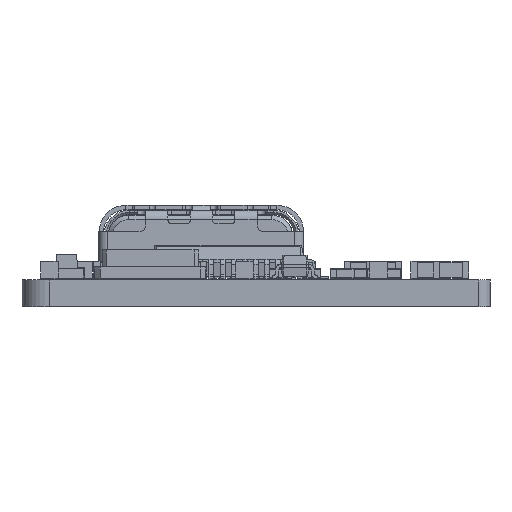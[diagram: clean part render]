
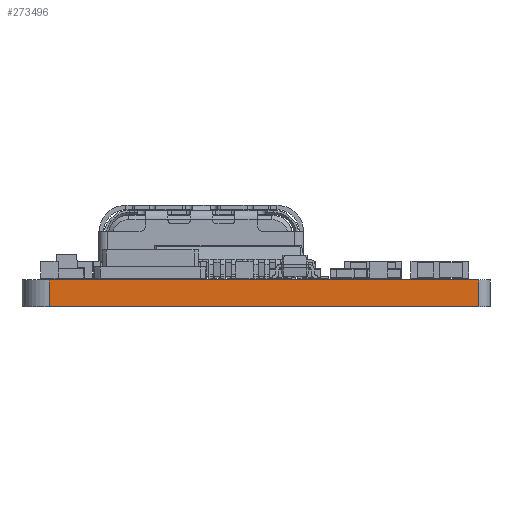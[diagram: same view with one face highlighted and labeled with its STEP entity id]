
A CAD part, front view. The second image highlights one B-rep face of the part: STEP entity #273496.
In plain terms, the highlighted planar face has unit normal (0, -1, 0).
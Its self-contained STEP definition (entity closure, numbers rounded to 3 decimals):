
#273313 = CYLINDRICAL_SURFACE('',#273314,1.25);
#273314 = AXIS2_PLACEMENT_3D('',#273315,#273316,#273317);
#273315 = CARTESIAN_POINT('',(104.75,-110.25,0.));
#273316 = DIRECTION('',(-0.,-0.,-1.));
#273317 = DIRECTION('',(1.,0.,-0.));
#273338 = VERTEX_POINT('',#273339);
#273339 = CARTESIAN_POINT('',(104.75,-111.5,1.2));
#273354 = PLANE('',#273355);
#273355 = AXIS2_PLACEMENT_3D('',#273356,#273357,#273358);
#273356 = CARTESIAN_POINT('',(113.425,-96.415,1.2));
#273357 = DIRECTION('',(0.,0.,1.));
#273358 = DIRECTION('',(1.,0.,-0.));
#273366 = EDGE_CURVE('',#273367,#273338,#273369,.T.);
#273367 = VERTEX_POINT('',#273368);
#273368 = CARTESIAN_POINT('',(104.75,-111.5,0.));
#273369 = SURFACE_CURVE('',#273370,(#273374,#273381),.PCURVE_S1.);
#273370 = LINE('',#273371,#273372);
#273371 = CARTESIAN_POINT('',(104.75,-111.5,0.));
#273372 = VECTOR('',#273373,1.);
#273373 = DIRECTION('',(0.,0.,1.));
#273374 = PCURVE('',#273313,#273375);
#273375 = DEFINITIONAL_REPRESENTATION('',(#273376),#273380);
#273376 = LINE('',#273377,#273378);
#273377 = CARTESIAN_POINT('',(-4.712,0.));
#273378 = VECTOR('',#273379,1.);
#273379 = DIRECTION('',(-0.,-1.));
#273380 = ( GEOMETRIC_REPRESENTATION_CONTEXT(2) 
PARAMETRIC_REPRESENTATION_CONTEXT() REPRESENTATION_CONTEXT('2D SPACE',''
  ) );
#273381 = PCURVE('',#273382,#273387);
#273382 = PLANE('',#273383);
#273383 = AXIS2_PLACEMENT_3D('',#273384,#273385,#273386);
#273384 = CARTESIAN_POINT('',(124.,-111.5,0.));
#273385 = DIRECTION('',(0.,-1.,0.));
#273386 = DIRECTION('',(-1.,0.,0.));
#273387 = DEFINITIONAL_REPRESENTATION('',(#273388),#273392);
#273388 = LINE('',#273389,#273390);
#273389 = CARTESIAN_POINT('',(19.25,0.));
#273390 = VECTOR('',#273391,1.);
#273391 = DIRECTION('',(0.,-1.));
#273392 = ( GEOMETRIC_REPRESENTATION_CONTEXT(2) 
PARAMETRIC_REPRESENTATION_CONTEXT() REPRESENTATION_CONTEXT('2D SPACE',''
  ) );
#273409 = PLANE('',#273410);
#273410 = AXIS2_PLACEMENT_3D('',#273411,#273412,#273413);
#273411 = CARTESIAN_POINT('',(113.425,-96.415,0.));
#273412 = DIRECTION('',(0.,0.,1.));
#273413 = DIRECTION('',(1.,0.,-0.));
#273496 = ADVANCED_FACE('',(#273497),#273382,.T.);
#273497 = FACE_BOUND('',#273498,.T.);
#273498 = EDGE_LOOP('',(#273499,#273529,#273550,#273551));
#273499 = ORIENTED_EDGE('',*,*,#273500,.T.);
#273500 = EDGE_CURVE('',#273501,#273503,#273505,.T.);
#273501 = VERTEX_POINT('',#273502);
#273502 = CARTESIAN_POINT('',(124.,-111.5,0.));
#273503 = VERTEX_POINT('',#273504);
#273504 = CARTESIAN_POINT('',(124.,-111.5,1.2));
#273505 = SURFACE_CURVE('',#273506,(#273510,#273517),.PCURVE_S1.);
#273506 = LINE('',#273507,#273508);
#273507 = CARTESIAN_POINT('',(124.,-111.5,0.));
#273508 = VECTOR('',#273509,1.);
#273509 = DIRECTION('',(0.,0.,1.));
#273510 = PCURVE('',#273382,#273511);
#273511 = DEFINITIONAL_REPRESENTATION('',(#273512),#273516);
#273512 = LINE('',#273513,#273514);
#273513 = CARTESIAN_POINT('',(0.,-0.));
#273514 = VECTOR('',#273515,1.);
#273515 = DIRECTION('',(0.,-1.));
#273516 = ( GEOMETRIC_REPRESENTATION_CONTEXT(2) 
PARAMETRIC_REPRESENTATION_CONTEXT() REPRESENTATION_CONTEXT('2D SPACE',''
  ) );
#273517 = PCURVE('',#273518,#273523);
#273518 = CYLINDRICAL_SURFACE('',#273519,0.5);
#273519 = AXIS2_PLACEMENT_3D('',#273520,#273521,#273522);
#273520 = CARTESIAN_POINT('',(124.,-111.,0.));
#273521 = DIRECTION('',(-0.,-0.,-1.));
#273522 = DIRECTION('',(1.,0.,-0.));
#273523 = DEFINITIONAL_REPRESENTATION('',(#273524),#273528);
#273524 = LINE('',#273525,#273526);
#273525 = CARTESIAN_POINT('',(-4.712,0.));
#273526 = VECTOR('',#273527,1.);
#273527 = DIRECTION('',(-0.,-1.));
#273528 = ( GEOMETRIC_REPRESENTATION_CONTEXT(2) 
PARAMETRIC_REPRESENTATION_CONTEXT() REPRESENTATION_CONTEXT('2D SPACE',''
  ) );
#273529 = ORIENTED_EDGE('',*,*,#273530,.T.);
#273530 = EDGE_CURVE('',#273503,#273338,#273531,.T.);
#273531 = SURFACE_CURVE('',#273532,(#273536,#273543),.PCURVE_S1.);
#273532 = LINE('',#273533,#273534);
#273533 = CARTESIAN_POINT('',(124.,-111.5,1.2));
#273534 = VECTOR('',#273535,1.);
#273535 = DIRECTION('',(-1.,0.,0.));
#273536 = PCURVE('',#273382,#273537);
#273537 = DEFINITIONAL_REPRESENTATION('',(#273538),#273542);
#273538 = LINE('',#273539,#273540);
#273539 = CARTESIAN_POINT('',(0.,-1.2));
#273540 = VECTOR('',#273541,1.);
#273541 = DIRECTION('',(1.,0.));
#273542 = ( GEOMETRIC_REPRESENTATION_CONTEXT(2) 
PARAMETRIC_REPRESENTATION_CONTEXT() REPRESENTATION_CONTEXT('2D SPACE',''
  ) );
#273543 = PCURVE('',#273354,#273544);
#273544 = DEFINITIONAL_REPRESENTATION('',(#273545),#273549);
#273545 = LINE('',#273546,#273547);
#273546 = CARTESIAN_POINT('',(10.575,-15.085));
#273547 = VECTOR('',#273548,1.);
#273548 = DIRECTION('',(-1.,0.));
#273549 = ( GEOMETRIC_REPRESENTATION_CONTEXT(2) 
PARAMETRIC_REPRESENTATION_CONTEXT() REPRESENTATION_CONTEXT('2D SPACE',''
  ) );
#273550 = ORIENTED_EDGE('',*,*,#273366,.F.);
#273551 = ORIENTED_EDGE('',*,*,#273552,.F.);
#273552 = EDGE_CURVE('',#273501,#273367,#273553,.T.);
#273553 = SURFACE_CURVE('',#273554,(#273558,#273565),.PCURVE_S1.);
#273554 = LINE('',#273555,#273556);
#273555 = CARTESIAN_POINT('',(124.,-111.5,0.));
#273556 = VECTOR('',#273557,1.);
#273557 = DIRECTION('',(-1.,0.,0.));
#273558 = PCURVE('',#273382,#273559);
#273559 = DEFINITIONAL_REPRESENTATION('',(#273560),#273564);
#273560 = LINE('',#273561,#273562);
#273561 = CARTESIAN_POINT('',(0.,-0.));
#273562 = VECTOR('',#273563,1.);
#273563 = DIRECTION('',(1.,0.));
#273564 = ( GEOMETRIC_REPRESENTATION_CONTEXT(2) 
PARAMETRIC_REPRESENTATION_CONTEXT() REPRESENTATION_CONTEXT('2D SPACE',''
  ) );
#273565 = PCURVE('',#273409,#273566);
#273566 = DEFINITIONAL_REPRESENTATION('',(#273567),#273571);
#273567 = LINE('',#273568,#273569);
#273568 = CARTESIAN_POINT('',(10.575,-15.085));
#273569 = VECTOR('',#273570,1.);
#273570 = DIRECTION('',(-1.,0.));
#273571 = ( GEOMETRIC_REPRESENTATION_CONTEXT(2) 
PARAMETRIC_REPRESENTATION_CONTEXT() REPRESENTATION_CONTEXT('2D SPACE',''
  ) );
